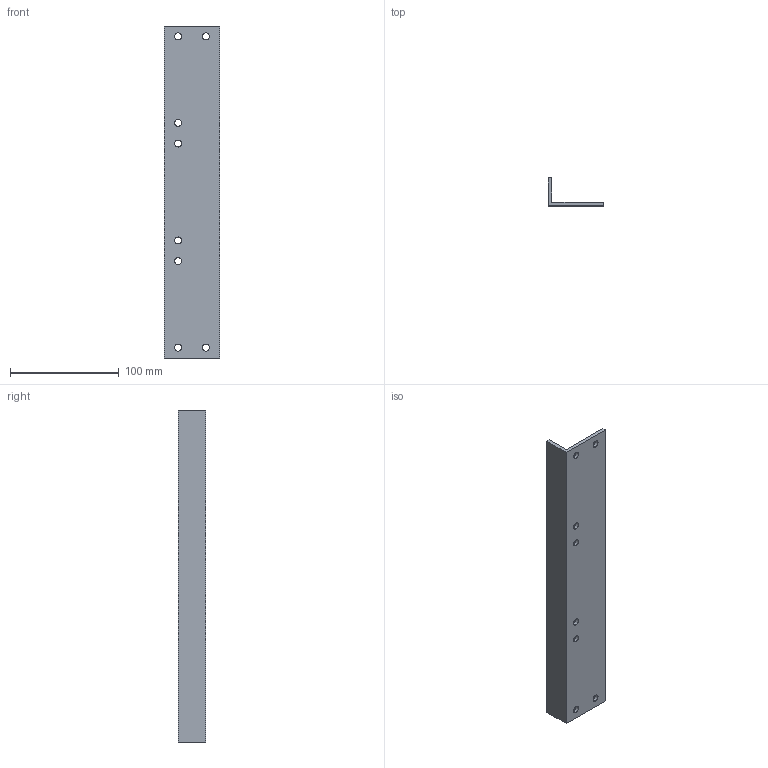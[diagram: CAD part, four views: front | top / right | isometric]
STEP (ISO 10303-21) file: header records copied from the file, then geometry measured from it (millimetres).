
FILE_DESCRIPTION (( 'STEP AP214' ), '1' );
FILE_NAME ('mte380_01_drive_cross_support_01.STEP', '2017-01-30T16:58:34', ( '' ), ( '' ), 'SwSTEP 2.0', 'SolidWorks 2016', '' );
FILE_SCHEMA (( 'AUTOMOTIVE_DESIGN' ));
Length unit declared in the file: inch
Products named in the file (1): mte380_01_drive_cross_support_01
Bounding box: 50.8 x 25.4 x 304.8 mm (x, y, z)
Volume: 69864.8 mm3; surface area: 46915.2 mm2
Topology: 1 solids, 1 shells, 24 faces, 66 edges, 44 vertices
Faces by surface type: cylinder 16, plane 8
Entity records: 854 total; most frequent: DIRECTION 148, CARTESIAN_POINT 135, ORIENTED_EDGE 132, EDGE_CURVE 66, AXIS2_PLACEMENT_3D 57, VERTEX_POINT 44, EDGE_LOOP 40, LINE 34
